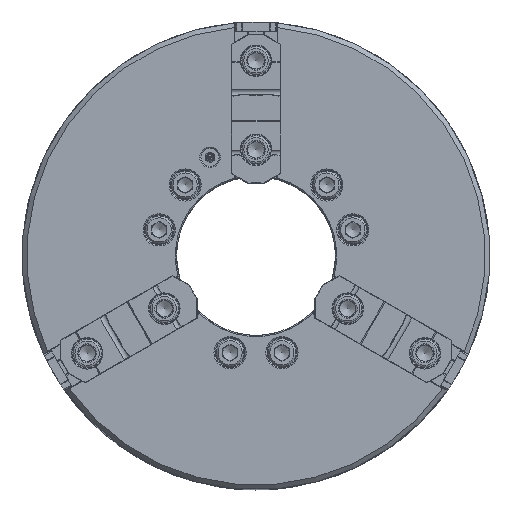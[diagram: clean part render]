
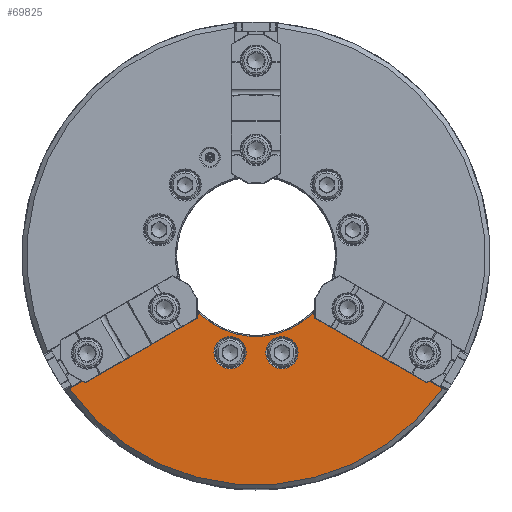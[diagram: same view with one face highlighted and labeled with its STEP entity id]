
A CAD part, top view. The second image highlights one B-rep face of the part: STEP entity #69825.
In plain terms, the highlighted planar face has unit normal (0, 0, 1).
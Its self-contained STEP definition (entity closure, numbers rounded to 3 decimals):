
#687 = ORIENTED_EDGE ( 'NONE', *, *, #48961, .F. ) ;
#5110 = EDGE_LOOP ( 'NONE', ( #26002 ) ) ;
#7582 = EDGE_CURVE ( 'NONE', #31703, #31703, #11462, .T. ) ;
#10286 = VECTOR ( 'NONE', #41957, 1000. ) ;
#10471 = LINE ( 'NONE', #20365, #10286 ) ;
#11170 = CARTESIAN_POINT ( 'NONE',  ( 15.306, -70.872, 76. ) ) ;
#11462 = CIRCLE ( 'NONE', #34093, 13.75 ) ;
#12049 = DIRECTION ( 'NONE',  ( 0., 0., -1. ) ) ;
#14504 = AXIS2_PLACEMENT_3D ( 'NONE', #50498, #17922, #67070 ) ;
#15266 = DIRECTION ( 'NONE',  ( -0.5, 0.866, 0. ) ) ;
#15571 = DIRECTION ( 'NONE',  ( 0., 0., 1. ) ) ;
#16944 = EDGE_LOOP ( 'NONE', ( #66986, #43519, #687, #28770 ) ) ;
#17156 = CARTESIAN_POINT ( 'NONE',  ( -159.733, -113.584, 76. ) ) ;
#17635 = CARTESIAN_POINT ( 'NONE',  ( -163.955, -116.021, 76. ) ) ;
#17922 = DIRECTION ( 'NONE',  ( 0., 0., -1. ) ) ;
#18014 = DIRECTION ( 'NONE',  ( 0., 0., 1. ) ) ;
#19244 = VECTOR ( 'NONE', #50226, 1000. ) ;
#20365 = CARTESIAN_POINT ( 'NONE',  ( 163.955, -116.021, 76. ) ) ;
#21203 = VERTEX_POINT ( 'NONE', #23275 ) ;
#21255 = CARTESIAN_POINT ( 'NONE',  ( 0., 0., 76. ) ) ;
#21280 = DIRECTION ( 'NONE',  ( 0., 0., 1. ) ) ;
#23275 = CARTESIAN_POINT ( 'NONE',  ( 48.318, -49.258, 76. ) ) ;
#25484 = EDGE_LOOP ( 'NONE', ( #27713 ) ) ;
#26002 = ORIENTED_EDGE ( 'NONE', *, *, #35655, .F. ) ;
#26202 = FACE_OUTER_BOUND ( 'NONE', #16944, .T. ) ;
#26924 = DIRECTION ( 'NONE',  ( 0., -1., 0. ) ) ;
#27713 = ORIENTED_EDGE ( 'NONE', *, *, #7582, .F. ) ;
#28611 = CIRCLE ( 'NONE', #66957, 196. ) ;
#28770 = ORIENTED_EDGE ( 'NONE', *, *, #46736, .T. ) ;
#28991 = CARTESIAN_POINT ( 'NONE',  ( -22.181, -82.78, 76. ) ) ;
#30618 = EDGE_CURVE ( 'NONE', #64884, #52807, #50557, .T. ) ;
#31510 = FACE_BOUND ( 'NONE', #25484, .T. ) ;
#31703 = VERTEX_POINT ( 'NONE', #11170 ) ;
#33299 = DIRECTION ( 'NONE',  ( 0., 1., 0. ) ) ;
#34093 = AXIS2_PLACEMENT_3D ( 'NONE', #64054, #21280, #15266 ) ;
#34662 = DIRECTION ( 'NONE',  ( -0.5, 0.866, 0. ) ) ;
#35655 = EDGE_CURVE ( 'NONE', #59689, #59689, #56278, .T. ) ;
#41957 = DIRECTION ( 'NONE',  ( -0.866, 0.5, 0. ) ) ;
#42485 = PLANE ( 'NONE',  #46334 ) ;
#42999 = CARTESIAN_POINT ( 'NONE',  ( 159.733, -113.584, 76. ) ) ;
#43519 = ORIENTED_EDGE ( 'NONE', *, *, #30618, .F. ) ;
#45155 = CARTESIAN_POINT ( 'NONE',  ( -29.056, -70.872, 76. ) ) ;
#46334 = AXIS2_PLACEMENT_3D ( 'NONE', #64020, #15571, #26924 ) ;
#46736 = EDGE_CURVE ( 'NONE', #67819, #21203, #10471, .T. ) ;
#48961 = EDGE_CURVE ( 'NONE', #67819, #64884, #28611, .T. ) ;
#50226 = DIRECTION ( 'NONE',  ( 0.866, 0.5, 0. ) ) ;
#50498 = CARTESIAN_POINT ( 'NONE',  ( 0., 0., 76. ) ) ;
#50557 = LINE ( 'NONE', #17635, #19244 ) ;
#52807 = VERTEX_POINT ( 'NONE', #64370 ) ;
#56278 = CIRCLE ( 'NONE', #67556, 13.75 ) ;
#57837 = EDGE_CURVE ( 'NONE', #21203, #52807, #64172, .T. ) ;
#59097 = FACE_BOUND ( 'NONE', #5110, .T. ) ;
#59689 = VERTEX_POINT ( 'NONE', #45155 ) ;
#64020 = CARTESIAN_POINT ( 'NONE',  ( 0., 69., 76. ) ) ;
#64054 = CARTESIAN_POINT ( 'NONE',  ( 22.181, -82.78, 76. ) ) ;
#64172 = CIRCLE ( 'NONE', #14504, 69. ) ;
#64370 = CARTESIAN_POINT ( 'NONE',  ( -48.318, -49.258, 76. ) ) ;
#64884 = VERTEX_POINT ( 'NONE', #17156 ) ;
#66957 = AXIS2_PLACEMENT_3D ( 'NONE', #21255, #12049, #33299 ) ;
#66986 = ORIENTED_EDGE ( 'NONE', *, *, #57837, .T. ) ;
#67070 = DIRECTION ( 'NONE',  ( 0., 1., 0. ) ) ;
#67556 = AXIS2_PLACEMENT_3D ( 'NONE', #28991, #18014, #34662 ) ;
#67819 = VERTEX_POINT ( 'NONE', #42999 ) ;
#69825 = ADVANCED_FACE ( 'NONE', ( #59097, #31510, #26202 ), #42485, .T. ) ;
